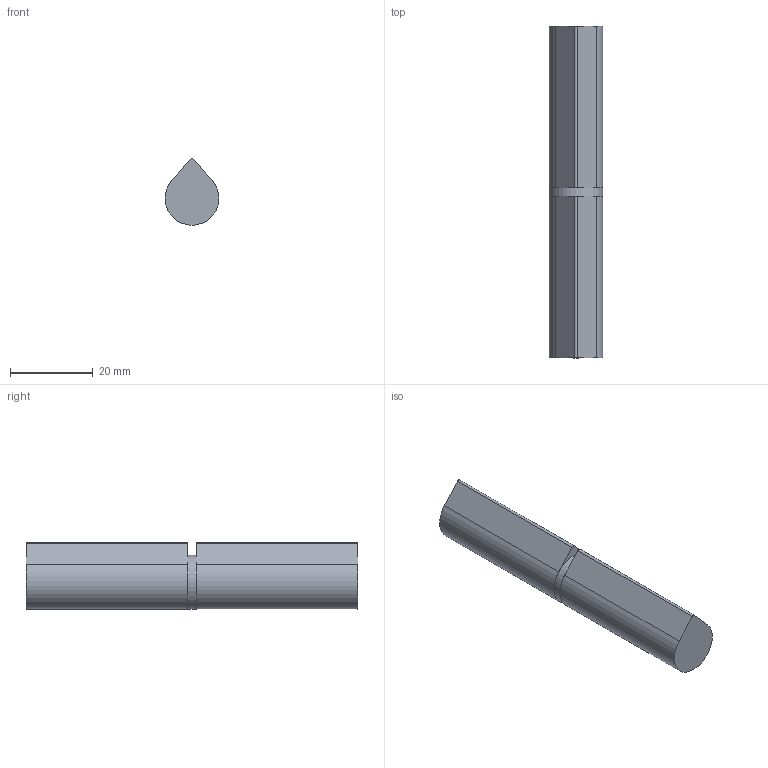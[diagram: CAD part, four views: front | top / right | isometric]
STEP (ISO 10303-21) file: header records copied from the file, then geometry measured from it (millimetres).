
FILE_DESCRIPTION (( 'STEP AP203' ), '1' );
FILE_NAME ('560-80.step', '2021-09-08T13:32:46', ( '' ), ( '' ), 'SwSTEP 2.0', 'SolidWorks 2018', '' );
FILE_SCHEMA (( 'CONFIG_CONTROL_DESIGN' ));
Length unit declared in the file: millimetre
Products named in the file (7): 560-xx Teil2_560-80 Teil2; 560-xx Teil1_560-80 Teil1; 560-xx Teil3; 560-xx Teil1; 560-80; 560-xx Teil3_560-80 Teil3; 560-xx Teil2
Assembly tree (3 placements, depth 2):
  560-xx Teil3
  560-xx Teil1
  560-80
    560-xx Teil1_560-80 Teil1
    560-xx Teil2_560-80 Teil2
    560-xx Teil3_560-80 Teil3
  560-xx Teil2
Bounding box: 13 x 80 x 16 mm (x, y, z)
Volume: 10982.8 mm3; surface area: 6419.6 mm2
Topology: 4 solids, 4 shells, 257 faces, 670 edges, 446 vertices
Faces by surface type: plane 126, bspline 120, cylinder 9, cone 2
Full cylindrical faces by diameter (mm): 7 x1, 7.1 x1, 7.25 x1, 7.4 x1, 13 x1
Entity records: 13886 total; most frequent: CARTESIAN_POINT 7764, ORIENTED_EDGE 1326, DIRECTION 731, EDGE_CURVE 663, VERTEX_POINT 446, VECTOR 403, LINE 403, EDGE_LOOP 291
